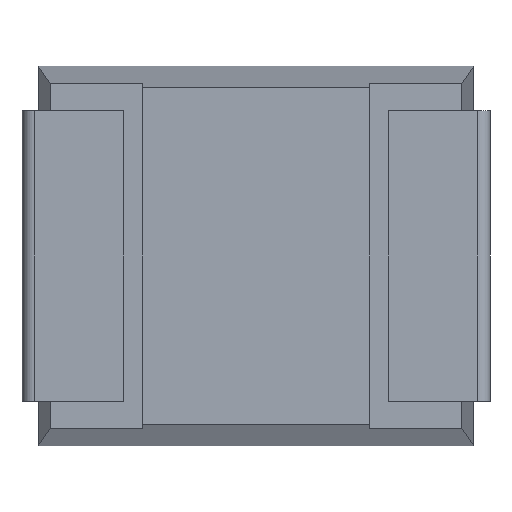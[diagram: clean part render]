
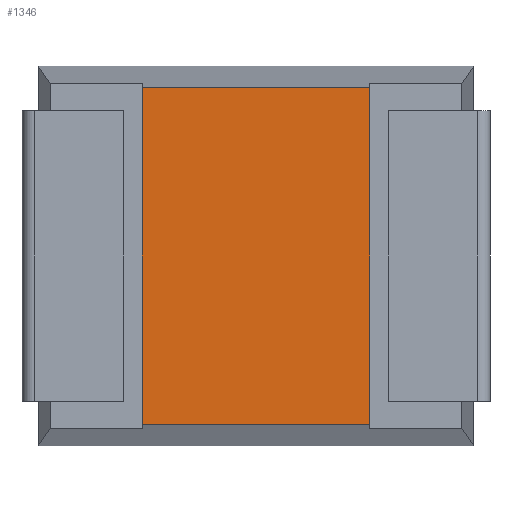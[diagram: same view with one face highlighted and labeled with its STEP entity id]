
A CAD part, front view. The second image highlights one B-rep face of the part: STEP entity #1346.
In plain terms, the highlighted planar face has unit normal (0, -1, 0).
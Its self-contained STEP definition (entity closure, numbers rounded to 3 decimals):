
#35 = ORIENTED_EDGE ( 'NONE', *, *, #1404, .T. ) ;
#101 = DIRECTION ( 'NONE',  ( 0., 0., 1. ) ) ;
#349 = EDGE_CURVE ( 'NONE', #1697, #901, #3809, .T. ) ;
#496 = VERTEX_POINT ( 'NONE', #1193 ) ;
#521 = EDGE_CURVE ( 'NONE', #884, #496, #2244, .T. ) ;
#767 = LINE ( 'NONE', #1253, #2601 ) ;
#816 = ORIENTED_EDGE ( 'NONE', *, *, #349, .F. ) ;
#884 = VERTEX_POINT ( 'NONE', #3357 ) ;
#901 = VERTEX_POINT ( 'NONE', #3374 ) ;
#978 = EDGE_CURVE ( 'NONE', #884, #1697, #2292, .T. ) ;
#1035 = VECTOR ( 'NONE', #1368, 1000. ) ;
#1073 = VECTOR ( 'NONE', #3536, 1000. ) ;
#1193 = CARTESIAN_POINT ( 'NONE',  ( 2.62, 0., -2.829 ) ) ;
#1241 = PLANE ( 'NONE',  #3237 ) ;
#1247 = CARTESIAN_POINT ( 'NONE',  ( 0.82, 0., -3. ) ) ;
#1253 = CARTESIAN_POINT ( 'NONE',  ( 2.62, 0., -3. ) ) ;
#1346 = ADVANCED_FACE ( 'NONE', ( #3714 ), #1241, .T. ) ;
#1368 = DIRECTION ( 'NONE',  ( 1., 0., 0. ) ) ;
#1404 = EDGE_CURVE ( 'NONE', #496, #901, #767, .T. ) ;
#1571 = DIRECTION ( 'NONE',  ( 0., 0., 1. ) ) ;
#1697 = VERTEX_POINT ( 'NONE', #2843 ) ;
#1878 = ORIENTED_EDGE ( 'NONE', *, *, #978, .F. ) ;
#2168 = DIRECTION ( 'NONE',  ( 0., -1., 0. ) ) ;
#2244 = LINE ( 'NONE', #2918, #1073 ) ;
#2292 = LINE ( 'NONE', #1247, #3290 ) ;
#2542 = CARTESIAN_POINT ( 'NONE',  ( 0., 0., -0.171 ) ) ;
#2601 = VECTOR ( 'NONE', #101, 1000. ) ;
#2843 = CARTESIAN_POINT ( 'NONE',  ( 0.82, 0., -0.171 ) ) ;
#2918 = CARTESIAN_POINT ( 'NONE',  ( 0., 0., -2.829 ) ) ;
#2966 = EDGE_LOOP ( 'NONE', ( #35, #816, #1878, #3329 ) ) ;
#3237 = AXIS2_PLACEMENT_3D ( 'NONE', #3332, #2168, #3312 ) ;
#3290 = VECTOR ( 'NONE', #1571, 1000. ) ;
#3312 = DIRECTION ( 'NONE',  ( 0., 0., -1. ) ) ;
#3329 = ORIENTED_EDGE ( 'NONE', *, *, #521, .T. ) ;
#3332 = CARTESIAN_POINT ( 'NONE',  ( 0., 0., 0. ) ) ;
#3357 = CARTESIAN_POINT ( 'NONE',  ( 0.82, 0., -2.829 ) ) ;
#3374 = CARTESIAN_POINT ( 'NONE',  ( 2.62, 0., -0.171 ) ) ;
#3536 = DIRECTION ( 'NONE',  ( 1., 0., 0. ) ) ;
#3714 = FACE_OUTER_BOUND ( 'NONE', #2966, .T. ) ;
#3809 = LINE ( 'NONE', #2542, #1035 ) ;
